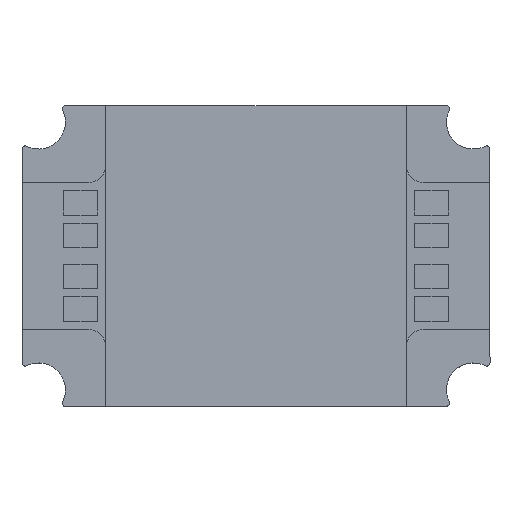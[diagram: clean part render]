
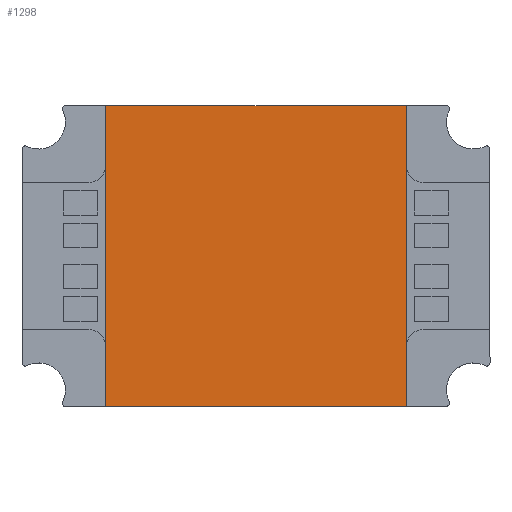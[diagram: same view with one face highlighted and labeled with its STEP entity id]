
A CAD part, top view. The second image highlights one B-rep face of the part: STEP entity #1298.
In plain terms, the highlighted planar face has unit normal (0, 0, 1).
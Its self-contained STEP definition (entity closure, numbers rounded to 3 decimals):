
#11 = EDGE_CURVE ( 'NONE', #480, #287, #1218, .T. ) ;
#39 = ORIENTED_EDGE ( 'NONE', *, *, #2456, .T. ) ;
#70 = DIRECTION ( 'NONE',  ( 0., 1., 0. ) ) ;
#101 = PLANE ( 'NONE',  #2448 ) ;
#287 = VERTEX_POINT ( 'NONE', #1323 ) ;
#300 = CARTESIAN_POINT ( 'NONE',  ( 23., 18., 1.5 ) ) ;
#309 = CARTESIAN_POINT ( 'NONE',  ( 0., 0., 1.5 ) ) ;
#393 = VERTEX_POINT ( 'NONE', #300 ) ;
#480 = VERTEX_POINT ( 'NONE', #2146 ) ;
#638 = VECTOR ( 'NONE', #1380, 1000. ) ;
#870 = ORIENTED_EDGE ( 'NONE', *, *, #1743, .T. ) ;
#923 = VECTOR ( 'NONE', #70, 1000. ) ;
#1067 = CARTESIAN_POINT ( 'NONE',  ( 23., 0., 1.5 ) ) ;
#1096 = DIRECTION ( 'NONE',  ( -1., 0., 0. ) ) ;
#1113 = CARTESIAN_POINT ( 'NONE',  ( 23., 18., 1.5 ) ) ;
#1203 = EDGE_CURVE ( 'NONE', #2518, #393, #1474, .T. ) ;
#1218 = LINE ( 'NONE', #1365, #638 ) ;
#1298 = ADVANCED_FACE ( 'NONE', ( #1750 ), #101, .F. ) ;
#1323 = CARTESIAN_POINT ( 'NONE',  ( 5., 0., 1.5 ) ) ;
#1346 = LINE ( 'NONE', #1067, #2381 ) ;
#1365 = CARTESIAN_POINT ( 'NONE',  ( 5., 0., 1.5 ) ) ;
#1380 = DIRECTION ( 'NONE',  ( 0., -1., 0. ) ) ;
#1474 = LINE ( 'NONE', #1113, #923 ) ;
#1481 = DIRECTION ( 'NONE',  ( 1., 0., 0. ) ) ;
#1504 = CARTESIAN_POINT ( 'NONE',  ( 23., 0., 1.5 ) ) ;
#1508 = CARTESIAN_POINT ( 'NONE',  ( 5., 18., 1.5 ) ) ;
#1743 = EDGE_CURVE ( 'NONE', #393, #480, #2620, .T. ) ;
#1750 = FACE_OUTER_BOUND ( 'NONE', #2510, .T. ) ;
#1959 = DIRECTION ( 'NONE',  ( 0., 0., -1. ) ) ;
#1976 = DIRECTION ( 'NONE',  ( -1., 0., 0. ) ) ;
#2146 = CARTESIAN_POINT ( 'NONE',  ( 5., 18., 1.5 ) ) ;
#2222 = ORIENTED_EDGE ( 'NONE', *, *, #1203, .T. ) ;
#2347 = ORIENTED_EDGE ( 'NONE', *, *, #11, .T. ) ;
#2381 = VECTOR ( 'NONE', #1481, 1000. ) ;
#2448 = AXIS2_PLACEMENT_3D ( 'NONE', #309, #1959, #1976 ) ;
#2456 = EDGE_CURVE ( 'NONE', #287, #2518, #1346, .T. ) ;
#2510 = EDGE_LOOP ( 'NONE', ( #2347, #39, #2222, #870 ) ) ;
#2518 = VERTEX_POINT ( 'NONE', #1504 ) ;
#2535 = VECTOR ( 'NONE', #1096, 1000. ) ;
#2620 = LINE ( 'NONE', #1508, #2535 ) ;
